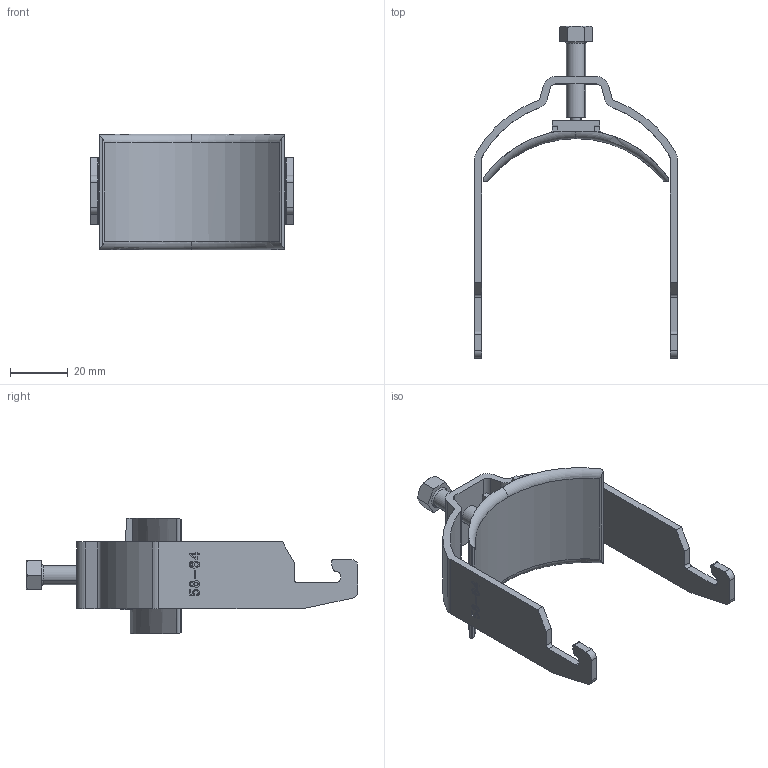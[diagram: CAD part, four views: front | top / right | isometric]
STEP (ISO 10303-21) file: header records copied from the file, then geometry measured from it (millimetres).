
FILE_DESCRIPTION((''),'2;1');
FILE_NAME('1175645_ASM','2012-08-13T',('AndreasKeweloh'),(''),'PRO/ENGINEER BY PARAMETRIC TECHNOLOGY CORPORATION, 2012130','PRO/ENGINEER BY PARAMETRIC TECHNOLOGY CORPORATION, 2012130','');
FILE_SCHEMA(('CONFIG_CONTROL_DESIGN'));
Length unit declared in the file: millimetre
Products named in the file (4): 1175645SCHRAUBE_M8; 1175645SCHELLENKOERPER; 1175645DRUCKWANNE; 1175645_ASM
Assembly tree (3 placements, depth 2):
  1175645_ASM
    1175645SCHRAUBE_M8
    1175645SCHELLENKOERPER
    1175645DRUCKWANNE
Bounding box: 70 x 114.5 x 40 mm (x, y, z)
Volume: 21881.8 mm3; surface area: 18246.2 mm2
Topology: 3 solids, 3 shells, 350 faces, 1003 edges, 670 vertices
Faces by surface type: plane 293, cylinder 47, torus 8, cone 2
Entity records: 11610 total; most frequent: CARTESIAN_POINT 2336, ORIENTED_EDGE 2006, DIRECTION 1763, EDGE_CURVE 1003, VECTOR 851, LINE 851, VERTEX_POINT 670, AXIS2_PLACEMENT_3D 456
